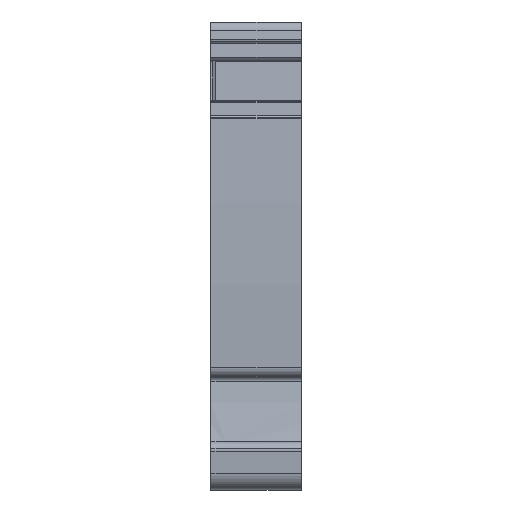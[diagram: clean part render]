
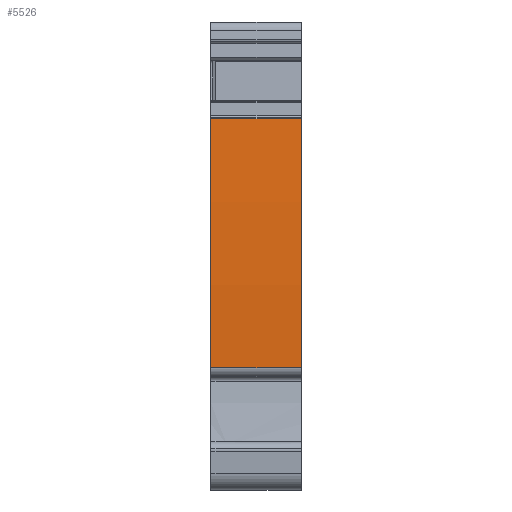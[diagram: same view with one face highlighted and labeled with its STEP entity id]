
A CAD part, front view. The second image highlights one B-rep face of the part: STEP entity #5526.
In plain terms, the highlighted cylindrical face has radius 230.64 mm (diameter 461.28 mm), a partial arc.
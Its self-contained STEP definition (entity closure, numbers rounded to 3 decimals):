
#936=AXIS2_PLACEMENT_3D('Circle Axis2P3D',#934,#935,$) ;
#4674=AXIS2_PLACEMENT_3D('Cylinder Axis2P3D',#4671,#4672,#4673) ;
#5510=AXIS2_PLACEMENT_3D('Circle Axis2P3D',#5508,#5509,$) ;
#931=CARTESIAN_POINT('Vertex',(10.,1.798,40.814)) ;
#934=CARTESIAN_POINT('Axis2P3D Location',(10.,231.898,25.05)) ;
#938=CARTESIAN_POINT('Vertex',(10.,1.55,13.45)) ;
#4671=CARTESIAN_POINT('Axis2P3D Location',(5.,231.898,25.05)) ;
#5493=CARTESIAN_POINT('Vertex',(0.,1.798,40.814)) ;
#5496=CARTESIAN_POINT('Line Origine',(5.,1.798,40.814)) ;
#5508=CARTESIAN_POINT('Axis2P3D Location',(0.,231.898,25.05)) ;
#5512=CARTESIAN_POINT('Vertex',(0.,1.55,13.45)) ;
#5515=CARTESIAN_POINT('Line Origine',(5.,1.55,13.45)) ;
#935=DIRECTION('Axis2P3D Direction',(1.,0.,0.)) ;
#4672=DIRECTION('Axis2P3D Direction',(1.,0.,0.)) ;
#4673=DIRECTION('Axis2P3D XDirection',(0.,-0.994,0.111)) ;
#5497=DIRECTION('Vector Direction',(1.,0.,0.)) ;
#5509=DIRECTION('Axis2P3D Direction',(1.,0.,0.)) ;
#5516=DIRECTION('Vector Direction',(1.,0.,0.)) ;
#5498=VECTOR('Line Direction',#5497,1.) ;
#5517=VECTOR('Line Direction',#5516,1.) ;
#5521=ORIENTED_EDGE('',*,*,#5500,.T.) ;
#5522=ORIENTED_EDGE('',*,*,#5514,.T.) ;
#5523=ORIENTED_EDGE('',*,*,#5519,.F.) ;
#5524=ORIENTED_EDGE('',*,*,#940,.F.) ;
#5526=ADVANCED_FACE('V1',(#5525),#4675,.T.) ;
#937=CIRCLE('generated circle',#936,230.64) ;
#5511=CIRCLE('generated circle',#5510,230.64) ;
#4675=CYLINDRICAL_SURFACE('generated cylinder',#4674,230.64) ;
#940=EDGE_CURVE('',#932,#939,#937,.T.) ;
#5500=EDGE_CURVE('',#932,#5494,#5499,.F.) ;
#5514=EDGE_CURVE('',#5494,#5513,#5511,.T.) ;
#5519=EDGE_CURVE('',#939,#5513,#5518,.F.) ;
#5520=EDGE_LOOP('',(#5521,#5522,#5523,#5524)) ;
#5525=FACE_OUTER_BOUND('',#5520,.T.) ;
#5499=LINE('Line',#5496,#5498) ;
#5518=LINE('Line',#5515,#5517) ;
#932=VERTEX_POINT('',#931) ;
#939=VERTEX_POINT('',#938) ;
#5494=VERTEX_POINT('',#5493) ;
#5513=VERTEX_POINT('',#5512) ;
